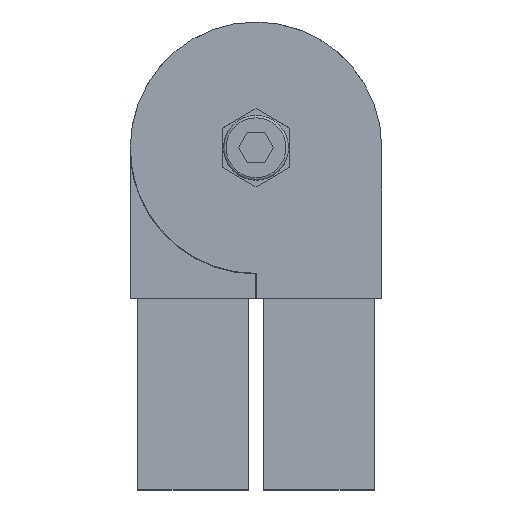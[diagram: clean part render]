
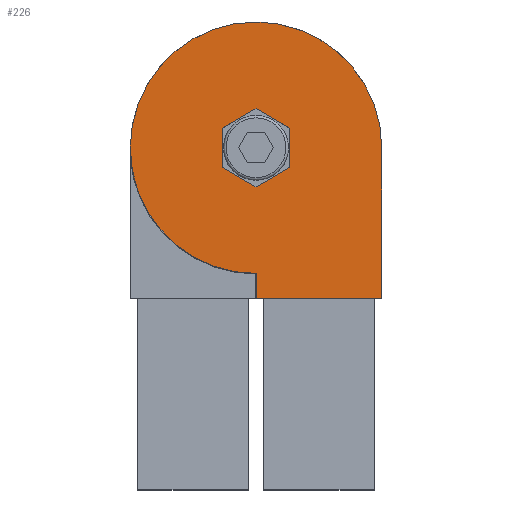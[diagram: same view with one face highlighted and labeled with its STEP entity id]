
A CAD part, top view. The second image highlights one B-rep face of the part: STEP entity #226.
In plain terms, the highlighted planar face has unit normal (0, 0, 1).
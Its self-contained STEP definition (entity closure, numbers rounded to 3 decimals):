
#226 = ADVANCED_FACE( '', ( #505, #506 ), #507, .T. );
#505 = FACE_BOUND( '', #848, .T. );
#506 = FACE_OUTER_BOUND( '', #849, .T. );
#507 = PLANE( '', #850 );
#848 = EDGE_LOOP( '', ( #1452, #1453, #1454, #1455, #1456, #1457 ) );
#849 = EDGE_LOOP( '', ( #1458, #1459, #1460, #1461 ) );
#850 = AXIS2_PLACEMENT_3D( '', #1462, #1463, #1464 );
#1452 = ORIENTED_EDGE( '', *, *, #2143, .F. );
#1453 = ORIENTED_EDGE( '', *, *, #1976, .F. );
#1454 = ORIENTED_EDGE( '', *, *, #2005, .F. );
#1455 = ORIENTED_EDGE( '', *, *, #2144, .F. );
#1456 = ORIENTED_EDGE( '', *, *, #2090, .F. );
#1457 = ORIENTED_EDGE( '', *, *, #2000, .F. );
#1458 = ORIENTED_EDGE( '', *, *, #1938, .T. );
#1459 = ORIENTED_EDGE( '', *, *, #2145, .T. );
#1460 = ORIENTED_EDGE( '', *, *, #2146, .T. );
#1461 = ORIENTED_EDGE( '', *, *, #2076, .T. );
#1462 = CARTESIAN_POINT( '', ( 0., 0., 12.5 ) );
#1463 = DIRECTION( '', ( 0., 0., 1. ) );
#1464 = DIRECTION( '', ( 1., 0., 0. ) );
#1938 = EDGE_CURVE( '', #2283, #2292, #2294, .T. );
#1976 = EDGE_CURVE( '', #2361, #2362, #2363, .T. );
#2000 = EDGE_CURVE( '', #2403, #2404, #2405, .T. );
#2005 = EDGE_CURVE( '', #2412, #2361, #2413, .T. );
#2076 = EDGE_CURVE( '', #2521, #2283, #2525, .T. );
#2090 = EDGE_CURVE( '', #2404, #2546, #2547, .T. );
#2143 = EDGE_CURVE( '', #2362, #2403, #2617, .T. );
#2144 = EDGE_CURVE( '', #2546, #2412, #2618, .T. );
#2145 = EDGE_CURVE( '', #2292, #2619, #2620, .T. );
#2146 = EDGE_CURVE( '', #2619, #2521, #2621, .T. );
#2283 = VERTEX_POINT( '', #2791 );
#2292 = VERTEX_POINT( '', #2804 );
#2294 = LINE( '', #2807, #2808 );
#2361 = VERTEX_POINT( '', #2904 );
#2362 = VERTEX_POINT( '', #2905 );
#2363 = LINE( '', #2906, #2907 );
#2403 = VERTEX_POINT( '', #2965 );
#2404 = VERTEX_POINT( '', #2966 );
#2405 = LINE( '', #2967, #2968 );
#2412 = VERTEX_POINT( '', #2978 );
#2413 = LINE( '', #2979, #2980 );
#2521 = VERTEX_POINT( '', #3135 );
#2525 = LINE( '', #3141, #3142 );
#2546 = VERTEX_POINT( '', #3173 );
#2547 = LINE( '', #3174, #3175 );
#2617 = LINE( '', #3278, #3279 );
#2618 = LINE( '', #3280, #3281 );
#2619 = VERTEX_POINT( '', #3282 );
#2620 = CIRCLE( '', #3283, 25. );
#2621 = LINE( '', #3284, #3285 );
#2791 = CARTESIAN_POINT( '', ( 25., -30., 12.5 ) );
#2804 = CARTESIAN_POINT( '', ( 25., 0., 12.5 ) );
#2807 = CARTESIAN_POINT( '', ( 25., -30., 12.5 ) );
#2808 = VECTOR( '', #3485, 1000. );
#2904 = CARTESIAN_POINT( '', ( 0., 7.794, 12.5 ) );
#2905 = CARTESIAN_POINT( '', ( -6.75, 3.897, 12.5 ) );
#2906 = CARTESIAN_POINT( '', ( 0., 7.794, 12.5 ) );
#2907 = VECTOR( '', #3518, 1000. );
#2965 = CARTESIAN_POINT( '', ( -6.75, -3.897, 12.5 ) );
#2966 = CARTESIAN_POINT( '', ( 0., -7.794, 12.5 ) );
#2967 = CARTESIAN_POINT( '', ( -6.75, -3.897, 12.5 ) );
#2968 = VECTOR( '', #3537, 1000. );
#2978 = CARTESIAN_POINT( '', ( 6.75, 3.897, 12.5 ) );
#2979 = CARTESIAN_POINT( '', ( 6.75, 3.897, 12.5 ) );
#2980 = VECTOR( '', #3541, 1000. );
#3135 = CARTESIAN_POINT( '', ( 0.1, -30., 12.5 ) );
#3141 = CARTESIAN_POINT( '', ( 0.1, -30., 12.5 ) );
#3142 = VECTOR( '', #3609, 1000. );
#3173 = CARTESIAN_POINT( '', ( 6.75, -3.897, 12.5 ) );
#3174 = CARTESIAN_POINT( '', ( 0., -7.794, 12.5 ) );
#3175 = VECTOR( '', #3620, 1000. );
#3278 = CARTESIAN_POINT( '', ( -6.75, 3.897, 12.5 ) );
#3279 = VECTOR( '', #3663, 1000. );
#3280 = CARTESIAN_POINT( '', ( 6.75, -3.897, 12.5 ) );
#3281 = VECTOR( '', #3664, 1000. );
#3282 = CARTESIAN_POINT( '', ( 0.1, -25., 12.5 ) );
#3283 = AXIS2_PLACEMENT_3D( '', #3665, #3666, #3667 );
#3284 = CARTESIAN_POINT( '', ( 0.1, -25., 12.5 ) );
#3285 = VECTOR( '', #3668, 1000. );
#3485 = DIRECTION( '', ( 0., 1., 0. ) );
#3518 = DIRECTION( '', ( -0.866, -0.5, 0. ) );
#3537 = DIRECTION( '', ( 0.866, -0.5, 0. ) );
#3541 = DIRECTION( '', ( -0.866, 0.5, 0. ) );
#3609 = DIRECTION( '', ( 1., 0., 0. ) );
#3620 = DIRECTION( '', ( 0.866, 0.5, 0. ) );
#3663 = DIRECTION( '', ( 0., -1., 0. ) );
#3664 = DIRECTION( '', ( 0., 1., 0. ) );
#3665 = CARTESIAN_POINT( '', ( 0., 0., 12.5 ) );
#3666 = DIRECTION( '', ( 0., 0., 1. ) );
#3667 = DIRECTION( '', ( 1., 0., 0. ) );
#3668 = DIRECTION( '', ( 0., -1., 0. ) );
